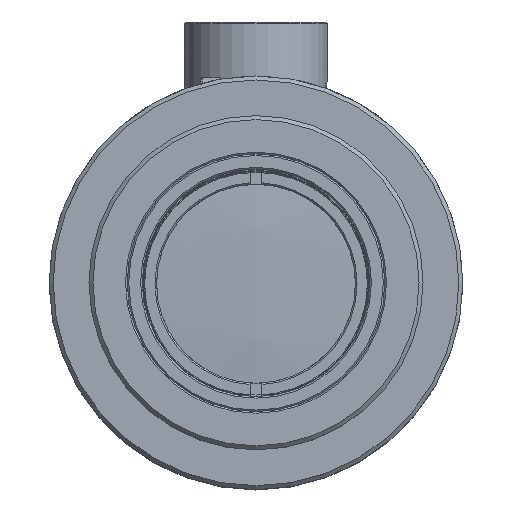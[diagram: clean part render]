
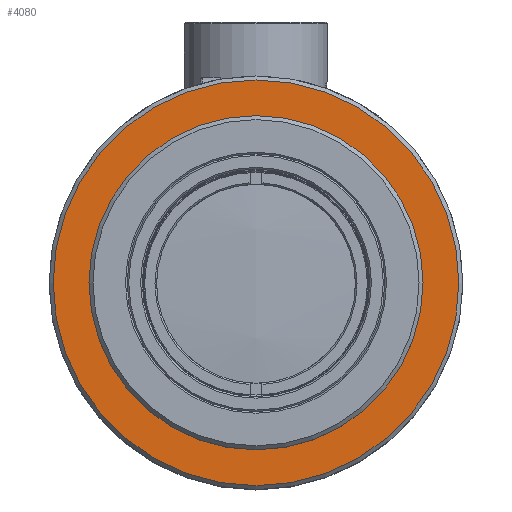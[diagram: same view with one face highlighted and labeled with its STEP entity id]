
A CAD part, top view. The second image highlights one B-rep face of the part: STEP entity #4080.
In plain terms, the highlighted planar face has unit normal (0, 0, 1).
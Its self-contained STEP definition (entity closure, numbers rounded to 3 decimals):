
#2105=PLANE('',#22192);
#4080=ADVANCED_FACE('',(#7294,#7295),#2105,.T.);
#7294=FACE_BOUND('',#8882,.T.);
#7295=FACE_BOUND('',#8883,.T.);
#8882=EDGE_LOOP('',(#13868));
#8883=EDGE_LOOP('',(#13869));
#13868=ORIENTED_EDGE('',*,*,#18806,.T.);
#13869=ORIENTED_EDGE('',*,*,#18807,.T.);
#16191=VERTEX_POINT('',#42347);
#16192=VERTEX_POINT('',#42349);
#18806=EDGE_CURVE('',#16191,#16191,#20076,.T.);
#18807=EDGE_CURVE('',#16192,#16192,#20077,.T.);
#20076=CIRCLE('',#22190,25.5);
#20077=CIRCLE('',#22191,20.);
#22190=AXIS2_PLACEMENT_3D('',#42346,#27372,#27373);
#22191=AXIS2_PLACEMENT_3D('',#42348,#27374,#27375);
#22192=AXIS2_PLACEMENT_3D('',#42350,#27376,#27377);
#27372=DIRECTION('',(0.,0.,1.));
#27373=DIRECTION('',(1.,0.,0.));
#27374=DIRECTION('',(0.,0.,-1.));
#27375=DIRECTION('',(-1.,0.,0.));
#27376=DIRECTION('',(0.,0.,1.));
#27377=DIRECTION('',(1.,0.,0.));
#42346=CARTESIAN_POINT('',(0.,0.,201.479));
#42347=CARTESIAN_POINT('',(25.5,0.,201.479));
#42348=CARTESIAN_POINT('',(0.,0.,201.479));
#42349=CARTESIAN_POINT('',(-20.,0.,201.479));
#42350=CARTESIAN_POINT('',(0.,26.,201.479));
